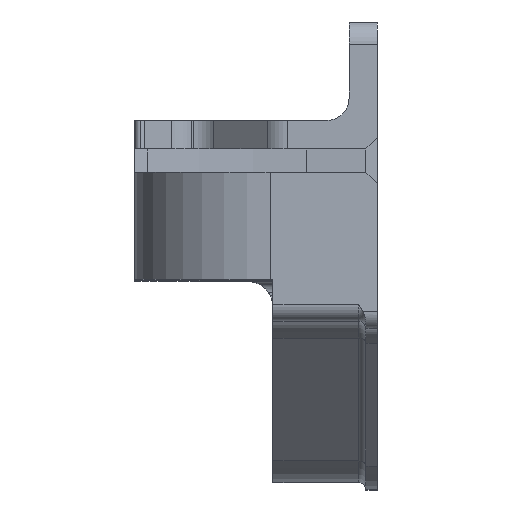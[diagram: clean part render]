
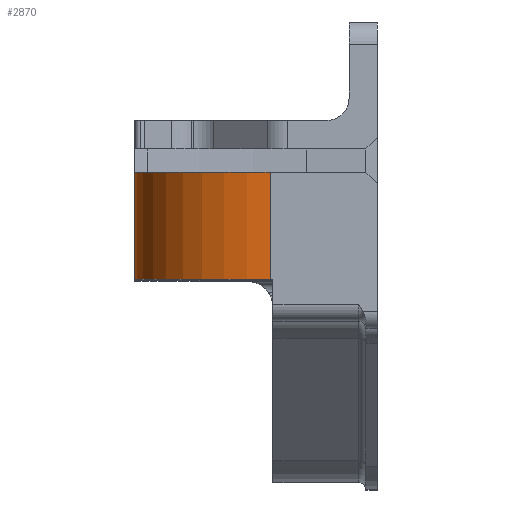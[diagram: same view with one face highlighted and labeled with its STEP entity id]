
A CAD part, top view. The second image highlights one B-rep face of the part: STEP entity #2870.
In plain terms, the highlighted cylindrical face has radius 4.8 mm (diameter 9.6 mm), a partial arc.
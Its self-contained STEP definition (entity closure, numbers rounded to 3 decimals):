
#121 = DIRECTION ( 'NONE',  ( 0., 0., -1. ) ) ;
#417 = LINE ( 'NONE', #5126, #4837 ) ;
#440 = CARTESIAN_POINT ( 'NONE',  ( 22.75, 8., 28.203 ) ) ;
#496 = DIRECTION ( 'NONE',  ( 0., 0., 1. ) ) ;
#606 = CYLINDRICAL_SURFACE ( 'NONE', #3667, 4.8 ) ;
#662 = CARTESIAN_POINT ( 'NONE',  ( 22.75, 8., 28.203 ) ) ;
#690 = DIRECTION ( 'NONE',  ( 0., -1., 0. ) ) ;
#1001 = FACE_OUTER_BOUND ( 'NONE', #5133, .T. ) ;
#1057 = DIRECTION ( 'NONE',  ( 0., -1., 0. ) ) ;
#1376 = VERTEX_POINT ( 'NONE', #5700 ) ;
#1416 = CIRCLE ( 'NONE', #2478, 4.8 ) ;
#1499 = DIRECTION ( 'NONE',  ( 0., 1., 0. ) ) ;
#1826 = EDGE_CURVE ( 'NONE', #3389, #3018, #1416, .T. ) ;
#1863 = ORIENTED_EDGE ( 'NONE', *, *, #4749, .F. ) ;
#2102 = VECTOR ( 'NONE', #690, 1000. ) ;
#2264 = VERTEX_POINT ( 'NONE', #5078 ) ;
#2454 = LINE ( 'NONE', #662, #2102 ) ;
#2478 = AXIS2_PLACEMENT_3D ( 'NONE', #3734, #1499, #496 ) ;
#2661 = EDGE_CURVE ( 'NONE', #2264, #3389, #417, .T. ) ;
#2789 = ORIENTED_EDGE ( 'NONE', *, *, #2661, .F. ) ;
#2855 = DIRECTION ( 'NONE',  ( 0., -1., 0. ) ) ;
#2870 = ADVANCED_FACE ( 'NONE', ( #1001 ), #606, .T. ) ;
#2985 = CARTESIAN_POINT ( 'NONE',  ( 22.75, 8., 23.403 ) ) ;
#3018 = VERTEX_POINT ( 'NONE', #440 ) ;
#3389 = VERTEX_POINT ( 'NONE', #4955 ) ;
#3568 = ORIENTED_EDGE ( 'NONE', *, *, #5120, .F. ) ;
#3667 = AXIS2_PLACEMENT_3D ( 'NONE', #2985, #2855, #121 ) ;
#3734 = CARTESIAN_POINT ( 'NONE',  ( 22.75, 8., 23.403 ) ) ;
#3838 = DIRECTION ( 'NONE',  ( 0., 0., 1. ) ) ;
#3883 = AXIS2_PLACEMENT_3D ( 'NONE', #4756, #1057, #3838 ) ;
#4152 = DIRECTION ( 'NONE',  ( 0., 1., 0. ) ) ;
#4620 = ORIENTED_EDGE ( 'NONE', *, *, #1826, .F. ) ;
#4749 = EDGE_CURVE ( 'NONE', #3018, #1376, #2454, .T. ) ;
#4756 = CARTESIAN_POINT ( 'NONE',  ( 22.75, 4.2, 23.403 ) ) ;
#4837 = VECTOR ( 'NONE', #4152, 1000. ) ;
#4955 = CARTESIAN_POINT ( 'NONE',  ( 17.95, 8., 23.403 ) ) ;
#5078 = CARTESIAN_POINT ( 'NONE',  ( 17.95, 4.2, 23.403 ) ) ;
#5120 = EDGE_CURVE ( 'NONE', #1376, #2264, #5257, .T. ) ;
#5126 = CARTESIAN_POINT ( 'NONE',  ( 17.95, 8., 23.403 ) ) ;
#5133 = EDGE_LOOP ( 'NONE', ( #3568, #1863, #4620, #2789 ) ) ;
#5257 = CIRCLE ( 'NONE', #3883, 4.8 ) ;
#5700 = CARTESIAN_POINT ( 'NONE',  ( 22.75, 4.2, 28.203 ) ) ;
